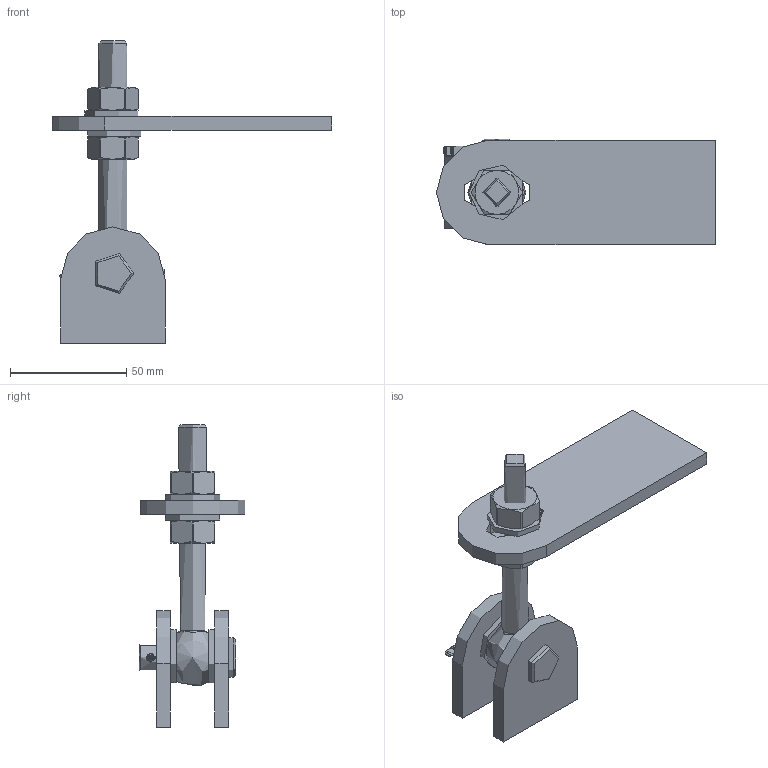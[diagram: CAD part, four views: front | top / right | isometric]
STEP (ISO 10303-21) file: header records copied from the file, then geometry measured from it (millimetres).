
FILE_DESCRIPTION (( 'STEP AP203' ), '1' );
FILE_NAME ('121-M12-240.step', '2021-08-25T12:22:27', ( '' ), ( '' ), 'SwSTEP 2.0', 'SolidWorks 2018', '' );
FILE_SCHEMA (( 'CONFIG_CONTROL_DESIGN' ));
Length unit declared in the file: millimetre
Products named in the file (22): 121-MXX-XXX Teil1; 121-M12-240; 121-MXX-XXX Teil5; 121-MXX-XXX Teil5_121-M12-240 Teil5; 121-MXX-XXX Teil1_121-M12-240 Teil1; 121-MXX-XXX Teil4; 121-MXX-XXX Teil4_121-M12-240 Teil4; DIN 934 M4-M20_DIN 934 M12; DIN 934 M4-M20; Splint DIN94 - ISO 1234 Konfig_DIN 94 4x36; 121-MXX-XXX Teil2_121-M12-240 Teil2; 121-MXX-XXX Teil3; 121-MXX-XXX Teil2; 121-MXX-XXX Teil3_121-M12-240 Teil3; Splint DIN94 - ISO 1234 Konfig
Assembly tree (14 placements, depth 2):
  121-MXX-XXX Teil1
  121-M12-240
    DIN 934 M4-M20
    DIN 934 M4-M20
  121-MXX-XXX Teil5
  121-MXX-XXX Teil5
  121-MXX-XXX Teil4
Bounding box: 120 x 45.5 x 130 mm (x, y, z)
Volume: 79707.9 mm3; surface area: 37184 mm2
Topology: 12 solids, 12 shells, 400 faces, 1018 edges, 672 vertices
Faces by surface type: plane 226, bspline 97, cylinder 41, cone 31, torus 4, sphere 1
Full cylindrical faces by diameter (mm): 4 x1, 10.2 x2, 12 x2, 12.2 x3, 13 x4, 18 x1, 24 x4
Entity records: 18667 total; most frequent: CARTESIAN_POINT 8585, ORIENTED_EDGE 1810, DIRECTION 1279, EDGE_CURVE 905, VERTEX_POINT 606, LINE 599, VECTOR 599, EDGE_LOOP 417
